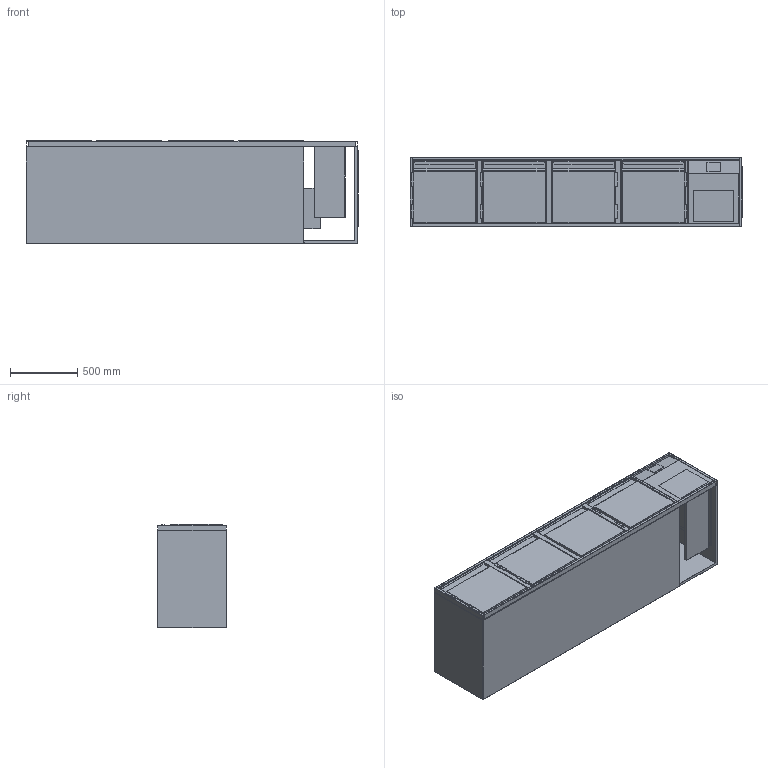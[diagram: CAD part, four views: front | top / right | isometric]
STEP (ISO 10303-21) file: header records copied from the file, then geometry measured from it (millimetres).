
FILE_DESCRIPTION (( 'STEP AP203' ), '1' );
FILE_NAME ('G-BKE-4-51-R-4T.step', '2024-02-26T13:38:15', ( '' ), ( '' ), 'SwSTEP 2.0', 'SolidWorks 2023', '' );
FILE_SCHEMA (( 'CONFIG_CONTROL_DESIGN' ));
Length unit declared in the file: millimetre
Products named in the file (10): 21-01-47565_G-KT-FRR-510-2460--2060B-400; 24-02-55011_G-KT-Fach-S-R-400-760-510; 20-03-43319_G-BK-Einbauelement-Tür-475-760-510-R; 20-03-43331_G-KT-Auflage-475-760-ohne-Rost; 24-02-55012_G-KT-Korpus-2060-760-510-R; 20-03-43319_G-BK-Einbauelement-Tür-475-760-510-L; G-BKE-4-51-R-4T; 20-03-43318_G-KT-Rahmen-Tür-475-510; 18-06-35404_TUER-460-455-R; 18-06-35404_TUER-460-455-L
Assembly tree (17 placements, depth 3):
  G-BKE-4-51-R-4T
    24-02-55012_G-KT-Korpus-2060-760-510-R
    21-01-47565_G-KT-FRR-510-2460--2060B-400
    24-02-55011_G-KT-Fach-S-R-400-760-510
    20-03-43319_G-BK-Einbauelement-Tür-475-760-510-L  x2
      20-03-43318_G-KT-Rahmen-Tür-475-510
      18-06-35404_TUER-460-455-L
      20-03-43331_G-KT-Auflage-475-760-ohne-Rost
    20-03-43319_G-BK-Einbauelement-Tür-475-760-510-R  x2
      20-03-43318_G-KT-Rahmen-Tür-475-510
      18-06-35404_TUER-460-455-R
      20-03-43331_G-KT-Auflage-475-760-ohne-Rost
Bounding box: 2461 x 510 x 767.5 mm (x, y, z)
Volume: 234391964.1 mm3; surface area: 19624728.6 mm2
Topology: 49 solids, 49 shells, 1345 faces, 3146 edges, 1868 vertices
Faces by surface type: plane 759, cylinder 436, torus 64, sphere 58, bspline 28
Entity records: 20230 total; most frequent: CARTESIAN_POINT 3761, DIRECTION 3236, ORIENTED_EDGE 3092, EDGE_CURVE 1546, AXIS2_PLACEMENT_3D 1111, VECTOR 1014, LINE 1014, VERTEX_POINT 952
